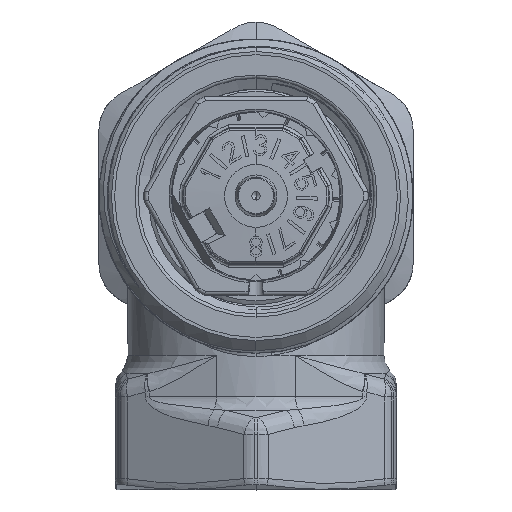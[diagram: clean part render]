
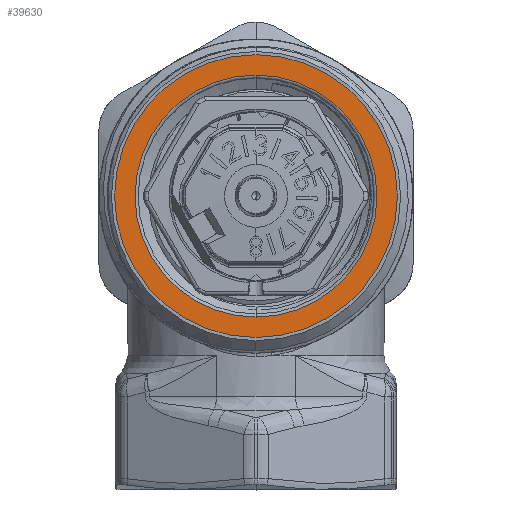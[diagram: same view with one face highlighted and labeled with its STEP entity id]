
A CAD part, top view. The second image highlights one B-rep face of the part: STEP entity #39630.
In plain terms, the highlighted planar face has unit normal (0, 0, 1).
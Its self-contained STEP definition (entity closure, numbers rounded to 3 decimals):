
#9283=CARTESIAN_POINT('',(0.,0.,21.5));
#9284=DIRECTION('',(0.,0.,1.));
#9285=DIRECTION('',(0.,1.,0.));
#9286=AXIS2_PLACEMENT_3D('',#9283,#9284,#9285);
#9296=CARTESIAN_POINT('',(0.,0.,21.5));
#9297=DIRECTION('',(0.,0.,-1.));
#9298=DIRECTION('',(0.,1.,0.));
#9299=AXIS2_PLACEMENT_3D('',#9296,#9297,#9298);
#9301=CARTESIAN_POINT('',(0.,0.,21.5));
#9302=DIRECTION('',(0.,0.,1.));
#9303=DIRECTION('',(0.,1.,0.));
#9304=AXIS2_PLACEMENT_3D('',#9301,#9302,#9303);
#9311=CARTESIAN_POINT('',(0.,0.,21.5));
#9312=DIRECTION('',(0.,0.,1.));
#9313=DIRECTION('',(0.,-1.,0.));
#9314=AXIS2_PLACEMENT_3D('',#9311,#9312,#9313);
#25476=CARTESIAN_POINT('',(0.,13.5,21.5));
#25478=VERTEX_POINT('',#25476);
#25480=CARTESIAN_POINT('',(0.,-13.5,21.5));
#25482=VERTEX_POINT('',#25480);
#25548=CARTESIAN_POINT('',(0.,11.55,21.5));
#25549=CARTESIAN_POINT('',(0.,-11.55,21.5));
#25550=VERTEX_POINT('',#25548);
#25551=VERTEX_POINT('',#25549);
#39615=CARTESIAN_POINT('',(0.,0.,21.5));
#39616=DIRECTION('',(0.,0.,1.));
#39617=DIRECTION('',(0.,1.,0.));
#39618=AXIS2_PLACEMENT_3D('',#39615,#39616,#39617);
#39619=PLANE('',#39618);
#39620=ORIENTED_EDGE('',*,*,#39610,.T.);
#39621=ORIENTED_EDGE('',*,*,#39594,.F.);
#39622=EDGE_LOOP('',(#39620,#39621));
#39623=FACE_OUTER_BOUND('',#39622,.F.);
#39625=ORIENTED_EDGE('',*,*,#39624,.T.);
#39627=ORIENTED_EDGE('',*,*,#39626,.T.);
#39628=EDGE_LOOP('',(#39625,#39627));
#39629=FACE_BOUND('',#39628,.F.);
#39630=ADVANCED_FACE('',(#39623,#39629),#39619,.T.);
#9287=CIRCLE('',#9286,13.5);
#9300=CIRCLE('',#9299,13.5);
#9305=CIRCLE('',#9304,11.55);
#9315=CIRCLE('',#9314,11.55);
#39594=EDGE_CURVE('',#25478,#25482,#9287,.T.);
#39610=EDGE_CURVE('',#25478,#25482,#9300,.T.);
#39624=EDGE_CURVE('',#25550,#25551,#9305,.T.);
#39626=EDGE_CURVE('',#25551,#25550,#9315,.T.);
